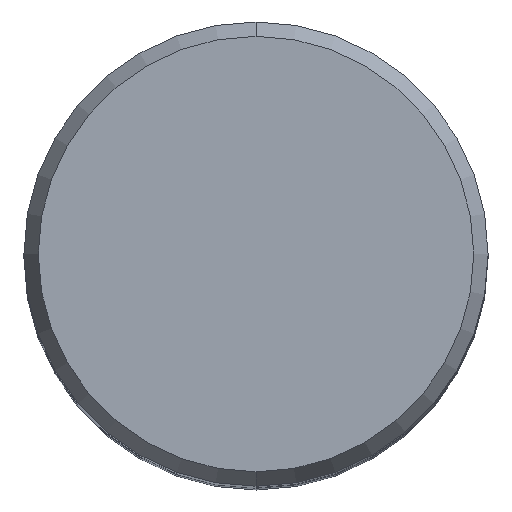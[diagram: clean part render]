
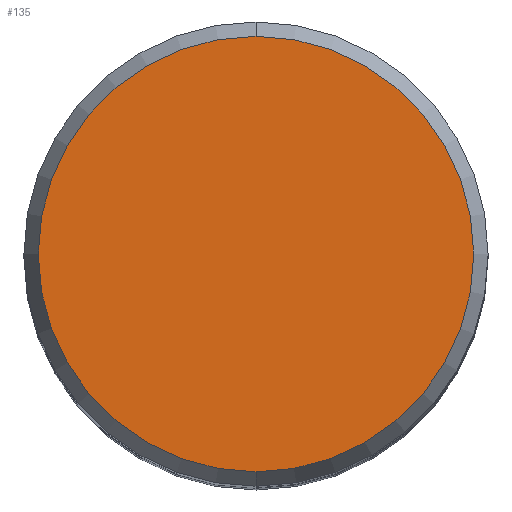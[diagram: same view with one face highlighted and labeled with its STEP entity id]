
A CAD part, top view. The second image highlights one B-rep face of the part: STEP entity #135.
In plain terms, the highlighted planar face has unit normal (0, 0, 1).
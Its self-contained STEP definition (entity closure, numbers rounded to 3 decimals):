
#129=VERTEX_POINT('',#318);
#135=ADVANCED_FACE('',(#324),#325,.T.);
#207=EDGE_CURVE('',#231,#129,#409,.T.);
#223=EDGE_CURVE('',#129,#231,#427,.T.);
#231=VERTEX_POINT('',#435);
#318=CARTESIAN_POINT('',(0.0,10.425,0.01));
#324=FACE_OUTER_BOUND('',#533,.T.);
#325=PLANE('',#534);
#409=CIRCLE('',#633,10.425);
#427=CIRCLE('',#657,10.425);
#435=CARTESIAN_POINT('',(0.,-10.425,0.01));
#533=EDGE_LOOP('',(#776,#777));
#534=AXIS2_PLACEMENT_3D('',#778,#779,#780);
#633=AXIS2_PLACEMENT_3D('',#883,#884,#885);
#657=AXIS2_PLACEMENT_3D('',#905,#906,#907);
#776=ORIENTED_EDGE('',*,*,#223,.F.);
#777=ORIENTED_EDGE('',*,*,#207,.F.);
#778=CARTESIAN_POINT('',(0.0,5.212,0.01));
#779=DIRECTION('',(-0.0,0.0,1.0));
#780=DIRECTION('',(0.0,-1.0,0.0));
#883=CARTESIAN_POINT('',(0.0,0.0,0.01));
#884=DIRECTION('',(0.0,0.0,-1.0));
#885=DIRECTION('',(0.0,1.0,0.0));
#905=CARTESIAN_POINT('',(0.0,0.0,0.01));
#906=DIRECTION('',(0.0,0.0,-1.0));
#907=DIRECTION('',(0.0,1.0,0.0));
